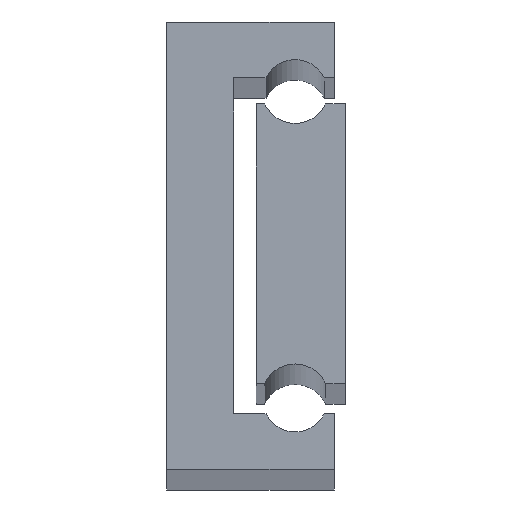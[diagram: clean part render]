
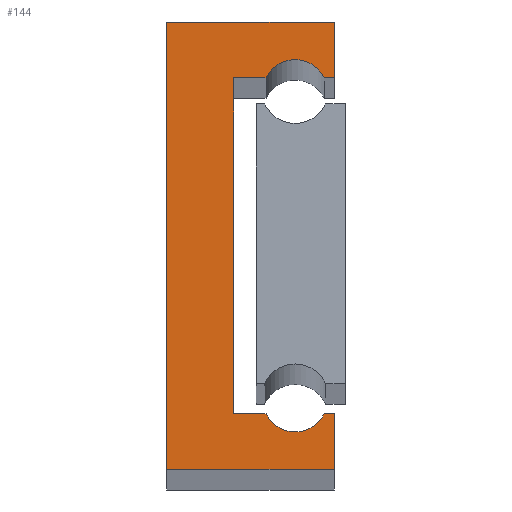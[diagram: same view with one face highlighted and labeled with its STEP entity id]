
A CAD part, top view. The second image highlights one B-rep face of the part: STEP entity #144.
In plain terms, the highlighted planar face has unit normal (0, 0, 1).
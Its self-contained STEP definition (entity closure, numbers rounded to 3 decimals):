
#42 = VERTEX_POINT ( 'NONE', #721 ) ;
#67 = CARTESIAN_POINT ( 'NONE',  ( 11.5, 6.25, 525. ) ) ;
#69 = LINE ( 'NONE', #1151, #271 ) ;
#70 = VERTEX_POINT ( 'NONE', #1001 ) ;
#80 = VECTOR ( 'NONE', #1078, 1000. ) ;
#89 = CARTESIAN_POINT ( 'NONE',  ( 15., 40., 525. ) ) ;
#101 = CARTESIAN_POINT ( 'NONE',  ( 8.895, 5., 525. ) ) ;
#124 = VERTEX_POINT ( 'NONE', #295 ) ;
#128 = VERTEX_POINT ( 'NONE', #1501 ) ;
#144 = ADVANCED_FACE ( 'NONE', ( #1388 ), #286, .F. ) ;
#162 = LINE ( 'NONE', #1830, #1684 ) ;
#163 = CARTESIAN_POINT ( 'NONE',  ( 0., 40., 525. ) ) ;
#232 = VECTOR ( 'NONE', #840, 1000. ) ;
#239 = DIRECTION ( 'NONE',  ( 0., 1., 0. ) ) ;
#249 = CARTESIAN_POINT ( 'NONE',  ( 14.105, 35., 525. ) ) ;
#271 = VECTOR ( 'NONE', #1627, 1000. ) ;
#286 = PLANE ( 'NONE',  #1772 ) ;
#289 = ORIENTED_EDGE ( 'NONE', *, *, #851, .T. ) ;
#292 = VERTEX_POINT ( 'NONE', #349 ) ;
#295 = CARTESIAN_POINT ( 'NONE',  ( 6., 35., 525. ) ) ;
#307 = VERTEX_POINT ( 'NONE', #930 ) ;
#308 = VERTEX_POINT ( 'NONE', #163 ) ;
#311 = DIRECTION ( 'NONE',  ( 1., 0., 0. ) ) ;
#317 = ORIENTED_EDGE ( 'NONE', *, *, #664, .T. ) ;
#349 = CARTESIAN_POINT ( 'NONE',  ( 8.895, 5., 525. ) ) ;
#376 = LINE ( 'NONE', #1634, #232 ) ;
#430 = EDGE_CURVE ( 'NONE', #308, #307, #376, .T. ) ;
#485 = VECTOR ( 'NONE', #710, 1000. ) ;
#502 = VERTEX_POINT ( 'NONE', #1829 ) ;
#516 = CARTESIAN_POINT ( 'NONE',  ( 11.5, 33.75, 525. ) ) ;
#521 = CIRCLE ( 'NONE', #1270, 2.89 ) ;
#525 = LINE ( 'NONE', #89, #882 ) ;
#527 = EDGE_LOOP ( 'NONE', ( #1648, #860, #1282, #1560, #1471, #289, #1625, #776, #317, #1775, #1794, #984 ) ) ;
#543 = CARTESIAN_POINT ( 'NONE',  ( 6., 5., 525. ) ) ;
#593 = DIRECTION ( 'NONE',  ( -1., 0., 0. ) ) ;
#664 = EDGE_CURVE ( 'NONE', #70, #844, #1517, .T. ) ;
#702 = VERTEX_POINT ( 'NONE', #1312 ) ;
#710 = DIRECTION ( 'NONE',  ( -1., 0., 0. ) ) ;
#721 = CARTESIAN_POINT ( 'NONE',  ( 14.105, 5., 525. ) ) ;
#739 = DIRECTION ( 'NONE',  ( 0., 0., -1. ) ) ;
#764 = DIRECTION ( 'NONE',  ( 1., 0., 0. ) ) ;
#776 = ORIENTED_EDGE ( 'NONE', *, *, #1476, .T. ) ;
#840 = DIRECTION ( 'NONE',  ( 0., -1., 0. ) ) ;
#844 = VERTEX_POINT ( 'NONE', #249 ) ;
#851 = EDGE_CURVE ( 'NONE', #292, #1769, #1475, .T. ) ;
#860 = ORIENTED_EDGE ( 'NONE', *, *, #1791, .T. ) ;
#882 = VECTOR ( 'NONE', #239, 1000. ) ;
#892 = CARTESIAN_POINT ( 'NONE',  ( 15., 5., 525. ) ) ;
#921 = LINE ( 'NONE', #1105, #1747 ) ;
#923 = LINE ( 'NONE', #1047, #1553 ) ;
#930 = CARTESIAN_POINT ( 'NONE',  ( 0., 0., 525. ) ) ;
#946 = VECTOR ( 'NONE', #1691, 1000. ) ;
#984 = ORIENTED_EDGE ( 'NONE', *, *, #1752, .T. ) ;
#1001 = CARTESIAN_POINT ( 'NONE',  ( 8.895, 35., 525. ) ) ;
#1013 = VECTOR ( 'NONE', #1755, 1000. ) ;
#1047 = CARTESIAN_POINT ( 'NONE',  ( 15., 35., 525. ) ) ;
#1078 = DIRECTION ( 'NONE',  ( 0., 1., 0. ) ) ;
#1080 = EDGE_CURVE ( 'NONE', #42, #292, #521, .T. ) ;
#1089 = LINE ( 'NONE', #1702, #80 ) ;
#1105 = CARTESIAN_POINT ( 'NONE',  ( 6., 5., 525. ) ) ;
#1140 = AXIS2_PLACEMENT_3D ( 'NONE', #516, #1887, #1143 ) ;
#1143 = DIRECTION ( 'NONE',  ( -1., 0., 0. ) ) ;
#1151 = CARTESIAN_POINT ( 'NONE',  ( 0., 40., 525. ) ) ;
#1174 = LINE ( 'NONE', #1788, #1013 ) ;
#1194 = LINE ( 'NONE', #1967, #946 ) ;
#1196 = EDGE_CURVE ( 'NONE', #702, #128, #525, .T. ) ;
#1264 = EDGE_CURVE ( 'NONE', #502, #1276, #1089, .T. ) ;
#1270 = AXIS2_PLACEMENT_3D ( 'NONE', #67, #1272, #1429 ) ;
#1272 = DIRECTION ( 'NONE',  ( 0., 0., -1. ) ) ;
#1276 = VERTEX_POINT ( 'NONE', #892 ) ;
#1281 = EDGE_CURVE ( 'NONE', #1276, #42, #1194, .T. ) ;
#1282 = ORIENTED_EDGE ( 'NONE', *, *, #1264, .T. ) ;
#1312 = CARTESIAN_POINT ( 'NONE',  ( 15., 35., 525. ) ) ;
#1320 = EDGE_CURVE ( 'NONE', #844, #702, #923, .T. ) ;
#1388 = FACE_OUTER_BOUND ( 'NONE', #527, .T. ) ;
#1429 = DIRECTION ( 'NONE',  ( 1., 0., 0. ) ) ;
#1471 = ORIENTED_EDGE ( 'NONE', *, *, #1080, .T. ) ;
#1475 = LINE ( 'NONE', #101, #485 ) ;
#1476 = EDGE_CURVE ( 'NONE', #124, #70, #1174, .T. ) ;
#1501 = CARTESIAN_POINT ( 'NONE',  ( 15., 40., 525. ) ) ;
#1517 = CIRCLE ( 'NONE', #1140, 2.89 ) ;
#1530 = DIRECTION ( 'NONE',  ( 0., 1., 0. ) ) ;
#1553 = VECTOR ( 'NONE', #311, 1000. ) ;
#1560 = ORIENTED_EDGE ( 'NONE', *, *, #1281, .T. ) ;
#1625 = ORIENTED_EDGE ( 'NONE', *, *, #1865, .T. ) ;
#1627 = DIRECTION ( 'NONE',  ( -1., 0., 0. ) ) ;
#1634 = CARTESIAN_POINT ( 'NONE',  ( 0., 0., 525. ) ) ;
#1648 = ORIENTED_EDGE ( 'NONE', *, *, #430, .T. ) ;
#1684 = VECTOR ( 'NONE', #764, 1000. ) ;
#1691 = DIRECTION ( 'NONE',  ( -1., 0., 0. ) ) ;
#1702 = CARTESIAN_POINT ( 'NONE',  ( 15., 0., 525. ) ) ;
#1747 = VECTOR ( 'NONE', #1530, 1000. ) ;
#1752 = EDGE_CURVE ( 'NONE', #128, #308, #69, .T. ) ;
#1755 = DIRECTION ( 'NONE',  ( 1., 0., 0. ) ) ;
#1769 = VERTEX_POINT ( 'NONE', #543 ) ;
#1772 = AXIS2_PLACEMENT_3D ( 'NONE', #1978, #739, #593 ) ;
#1775 = ORIENTED_EDGE ( 'NONE', *, *, #1320, .T. ) ;
#1788 = CARTESIAN_POINT ( 'NONE',  ( 8.895, 35., 525. ) ) ;
#1791 = EDGE_CURVE ( 'NONE', #307, #502, #162, .T. ) ;
#1794 = ORIENTED_EDGE ( 'NONE', *, *, #1196, .T. ) ;
#1829 = CARTESIAN_POINT ( 'NONE',  ( 15., 0., 525. ) ) ;
#1830 = CARTESIAN_POINT ( 'NONE',  ( 0., 0., 525. ) ) ;
#1865 = EDGE_CURVE ( 'NONE', #1769, #124, #921, .T. ) ;
#1887 = DIRECTION ( 'NONE',  ( 0., 0., -1. ) ) ;
#1967 = CARTESIAN_POINT ( 'NONE',  ( 15., 5., 525. ) ) ;
#1978 = CARTESIAN_POINT ( 'NONE',  ( 11.5, 33.75, 525. ) ) ;
